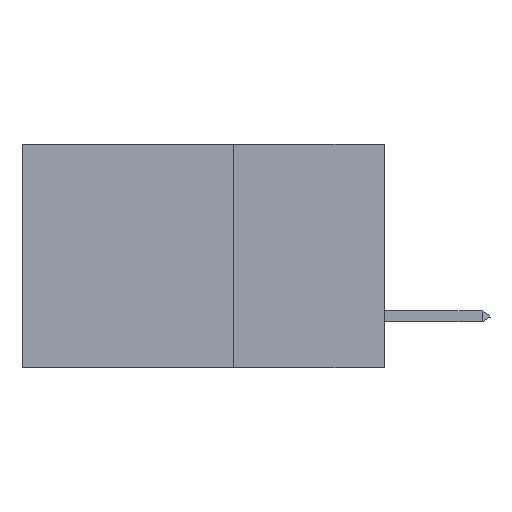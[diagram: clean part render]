
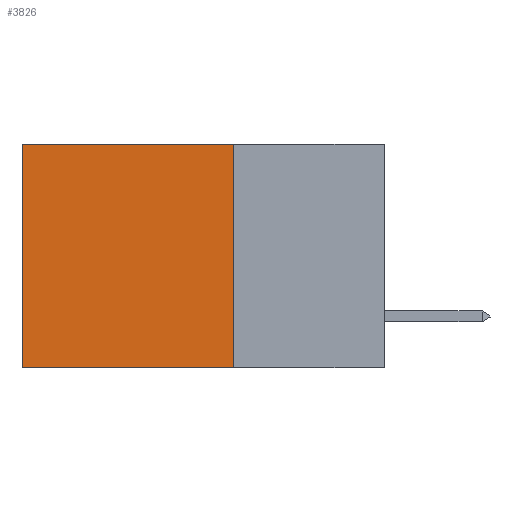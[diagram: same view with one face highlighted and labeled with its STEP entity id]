
A CAD part, left-side view. The second image highlights one B-rep face of the part: STEP entity #3826.
In plain terms, the highlighted planar face has unit normal (-1, 0, 0).
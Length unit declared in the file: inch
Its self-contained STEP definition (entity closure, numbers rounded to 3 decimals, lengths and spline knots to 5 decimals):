
#2073 = LINE ( 'NONE', #9460, #19387 ) ;
#2260 = CARTESIAN_POINT ( 'NONE',  ( 0.2875, 0.25, -0.37 ) ) ;
#2273 = EDGE_LOOP ( 'NONE', ( #7885, #28509, #14825, #25852 ) ) ;
#3826 = ADVANCED_FACE ( 'NONE', ( #26200 ), #32821, .F. ) ;
#5737 = DIRECTION ( 'NONE',  ( 0., 0., -1. ) ) ;
#7578 = VERTEX_POINT ( 'NONE', #15410 ) ;
#7581 = VECTOR ( 'NONE', #29791, 39.37008 ) ;
#7885 = ORIENTED_EDGE ( 'NONE', *, *, #31676, .T. ) ;
#8526 = VERTEX_POINT ( 'NONE', #15875 ) ;
#9280 = CARTESIAN_POINT ( 'NONE',  ( 0.2875, 0.25, 0. ) ) ;
#9460 = CARTESIAN_POINT ( 'NONE',  ( 0.2875, 0.25, 0. ) ) ;
#9626 = DIRECTION ( 'NONE',  ( 0., 1., 0. ) ) ;
#10451 = VECTOR ( 'NONE', #9626, 39.37008 ) ;
#11549 = DIRECTION ( 'NONE',  ( 1., 0., 0. ) ) ;
#11659 = CARTESIAN_POINT ( 'NONE',  ( 0.2875, 0.25, 0. ) ) ;
#14259 = CARTESIAN_POINT ( 'NONE',  ( 0.2875, 0.25, 0. ) ) ;
#14825 = ORIENTED_EDGE ( 'NONE', *, *, #25677, .F. ) ;
#14857 = AXIS2_PLACEMENT_3D ( 'NONE', #11659, #11549, #22027 ) ;
#15410 = CARTESIAN_POINT ( 'NONE',  ( 0.2875, 0.6, -0.37 ) ) ;
#15875 = CARTESIAN_POINT ( 'NONE',  ( 0.2875, 0.6, 0. ) ) ;
#16300 = CARTESIAN_POINT ( 'NONE',  ( 0.2875, 0.25, -0.37 ) ) ;
#17535 = LINE ( 'NONE', #9280, #10451 ) ;
#18789 = CARTESIAN_POINT ( 'NONE',  ( 0.2875, 0.6, 0. ) ) ;
#18840 = VERTEX_POINT ( 'NONE', #14259 ) ;
#19387 = VECTOR ( 'NONE', #19674, 39.37008 ) ;
#19674 = DIRECTION ( 'NONE',  ( 0., 0., -1. ) ) ;
#21655 = LINE ( 'NONE', #16300, #7581 ) ;
#22027 = DIRECTION ( 'NONE',  ( 0., 0., -1. ) ) ;
#23001 = EDGE_CURVE ( 'NONE', #18840, #8526, #17535, .T. ) ;
#23201 = EDGE_CURVE ( 'NONE', #24662, #7578, #21655, .T. ) ;
#24662 = VERTEX_POINT ( 'NONE', #2260 ) ;
#25677 = EDGE_CURVE ( 'NONE', #18840, #24662, #2073, .T. ) ;
#25852 = ORIENTED_EDGE ( 'NONE', *, *, #23001, .T. ) ;
#26200 = FACE_OUTER_BOUND ( 'NONE', #2273, .T. ) ;
#28509 = ORIENTED_EDGE ( 'NONE', *, *, #23201, .F. ) ;
#29791 = DIRECTION ( 'NONE',  ( 0., 1., 0. ) ) ;
#30054 = VECTOR ( 'NONE', #5737, 39.37008 ) ;
#31676 = EDGE_CURVE ( 'NONE', #8526, #7578, #33775, .T. ) ;
#32821 = PLANE ( 'NONE',  #14857 ) ;
#33775 = LINE ( 'NONE', #18789, #30054 ) ;
